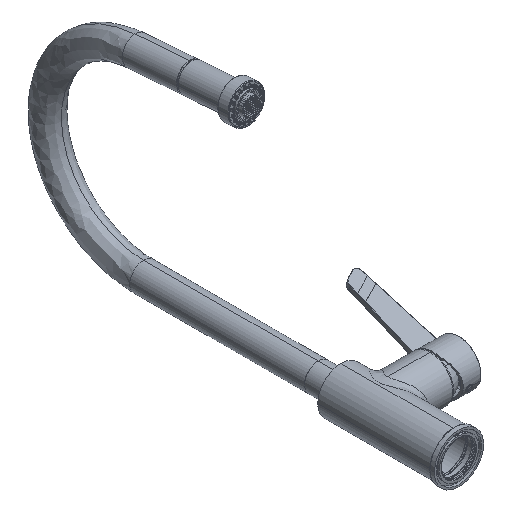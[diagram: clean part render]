
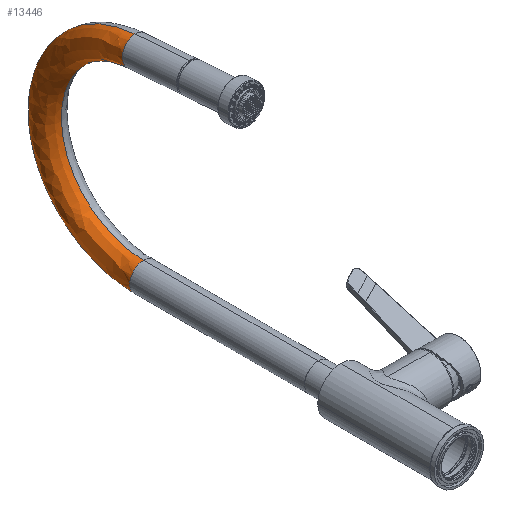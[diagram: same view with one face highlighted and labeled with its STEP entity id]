
A CAD part, isometric view. The second image highlights one B-rep face of the part: STEP entity #13446.
In plain terms, the highlighted free-form (B-spline) face has degree [3, 3] with [4, 4] control points.
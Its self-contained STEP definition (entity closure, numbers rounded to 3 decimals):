
#1192 = DIRECTION ( 'NONE',  ( 0., 0., -1. ) ) ;
#2205 = ORIENTED_EDGE ( 'NONE', *, *, #27793, .T. ) ;
#3207 = EDGE_LOOP ( 'NONE', ( #57045, #16820, #4479, #2205 ) ) ;
#3316 = CARTESIAN_POINT ( 'NONE',  ( 0., 324.168, 208.663 ) ) ;
#3513 = EDGE_CURVE ( 'NONE', #59069, #13192, #17135, .T. ) ;
#3523 = CARTESIAN_POINT ( 'NONE',  ( 0., 522.246, -14. ) ) ;
#4157 = CARTESIAN_POINT ( 'NONE',  ( -28., 470.328, 14. ) ) ;
#4479 = ORIENTED_EDGE ( 'NONE', *, *, #55436, .T. ) ;
#5523 = CIRCLE ( 'NONE', #21577, 14. ) ;
#5668 = DIRECTION ( 'NONE',  ( 0., 0.997, -0.078 ) ) ;
#5826 = AXIS2_PLACEMENT_3D ( 'NONE', #60341, #31362, #46038 ) ;
#5850 = CARTESIAN_POINT ( 'NONE',  ( 0., 315.5, 0. ) ) ;
#8164 = CARTESIAN_POINT ( 'NONE',  ( -28., 324.168, 208.663 ) ) ;
#13192 = VERTEX_POINT ( 'NONE', #22704 ) ;
#13446 = ADVANCED_FACE ( 'NONE', ( #45565 ), #32524, .T. ) ;
#16820 = ORIENTED_EDGE ( 'NONE', *, *, #39790, .T. ) ;
#17135 = CIRCLE ( 'NONE', #5826, 83.5 ) ;
#17805 = CARTESIAN_POINT ( 'NONE',  ( -28., 321.992, 180.747 ) ) ;
#18639 = CARTESIAN_POINT ( 'NONE',  ( 0., 530.289, 192.589 ) ) ;
#21577 = AXIS2_PLACEMENT_3D ( 'NONE', #5850, #58123, #1192 ) ;
#22704 = CARTESIAN_POINT ( 'NONE',  ( 0., 315.5, 14. ) ) ;
#22829 = CARTESIAN_POINT ( 'NONE',  ( 0., 315.5, 14. ) ) ;
#23246 = CARTESIAN_POINT ( 'NONE',  ( 0., 476.351, 168.71 ) ) ;
#25822 = VERTEX_POINT ( 'NONE', #49968 ) ;
#27793 = EDGE_CURVE ( 'NONE', #25822, #13192, #5523, .T. ) ;
#30910 = CIRCLE ( 'NONE', #48190, 111.5 ) ;
#31362 = DIRECTION ( 'NONE',  ( -1., 0., 0. ) ) ;
#32466 = CARTESIAN_POINT ( 'NONE',  ( -28., 315.5, -14. ) ) ;
#32524 =( BOUNDED_SURFACE ( )  B_SPLINE_SURFACE ( 3, 3, ( 
 ( #61026, #23246, #46511, #22829 ),
 ( #17805, #51767, #4157, #47356 ),
 ( #8164, #56588, #61232, #32466 ),
 ( #3316, #18639, #3523, #52190 ) ),
 .UNSPECIFIED., .F., .F., .F. ) 
 B_SPLINE_SURFACE_WITH_KNOTS ( ( 4, 4 ),
 ( 4, 4 ),
 ( 0., 1. ),
 ( 0., 1. ),
 .UNSPECIFIED. ) 
 GEOMETRIC_REPRESENTATION_ITEM ( )  RATIONAL_B_SPLINE_SURFACE ( (
 ( 1., 0.359, 0.359, 1.),
 ( 0.333, 0.12, 0.12, 0.333),
 ( 0.333, 0.12, 0.12, 0.333),
 ( 1., 0.359, 0.359, 1.) ) ) 
 REPRESENTATION_ITEM ( '' )  SURFACE ( )  );
#34389 = CARTESIAN_POINT ( 'NONE',  ( 0., 323.08, 194.705 ) ) ;
#36512 = CARTESIAN_POINT ( 'NONE',  ( 0., 315.5, 97.5 ) ) ;
#37311 = DIRECTION ( 'NONE',  ( -1., 0., 0. ) ) ;
#38775 = DIRECTION ( 'NONE',  ( 0., 0.078, 0.997 ) ) ;
#39790 = EDGE_CURVE ( 'NONE', #59069, #46563, #46622, .T. ) ;
#45184 = CARTESIAN_POINT ( 'NONE',  ( 0., 321.992, 180.747 ) ) ;
#45565 = FACE_OUTER_BOUND ( 'NONE', #3207, .T. ) ;
#46038 = DIRECTION ( 'NONE',  ( 0., -0.078, -0.997 ) ) ;
#46511 = CARTESIAN_POINT ( 'NONE',  ( 0., 470.328, 14. ) ) ;
#46563 = VERTEX_POINT ( 'NONE', #50002 ) ;
#46622 = CIRCLE ( 'NONE', #60181, 14. ) ;
#47356 = CARTESIAN_POINT ( 'NONE',  ( -28., 315.5, 14. ) ) ;
#48190 = AXIS2_PLACEMENT_3D ( 'NONE', #36512, #37311, #55589 ) ;
#49968 = CARTESIAN_POINT ( 'NONE',  ( 0., 315.5, -14. ) ) ;
#50002 = CARTESIAN_POINT ( 'NONE',  ( 0., 324.168, 208.663 ) ) ;
#51767 = CARTESIAN_POINT ( 'NONE',  ( -28., 476.351, 168.71 ) ) ;
#52190 = CARTESIAN_POINT ( 'NONE',  ( 0., 315.5, -14. ) ) ;
#55436 = EDGE_CURVE ( 'NONE', #46563, #25822, #30910, .T. ) ;
#55589 = DIRECTION ( 'NONE',  ( 0., -0.078, -0.997 ) ) ;
#56588 = CARTESIAN_POINT ( 'NONE',  ( -28., 530.289, 192.589 ) ) ;
#57045 = ORIENTED_EDGE ( 'NONE', *, *, #3513, .F. ) ;
#58123 = DIRECTION ( 'NONE',  ( 0., 1., 0. ) ) ;
#59069 = VERTEX_POINT ( 'NONE', #45184 ) ;
#60181 = AXIS2_PLACEMENT_3D ( 'NONE', #34389, #5668, #38775 ) ;
#60341 = CARTESIAN_POINT ( 'NONE',  ( 0., 315.5, 97.5 ) ) ;
#61026 = CARTESIAN_POINT ( 'NONE',  ( 0., 321.992, 180.747 ) ) ;
#61232 = CARTESIAN_POINT ( 'NONE',  ( -28., 522.246, -14. ) ) ;
